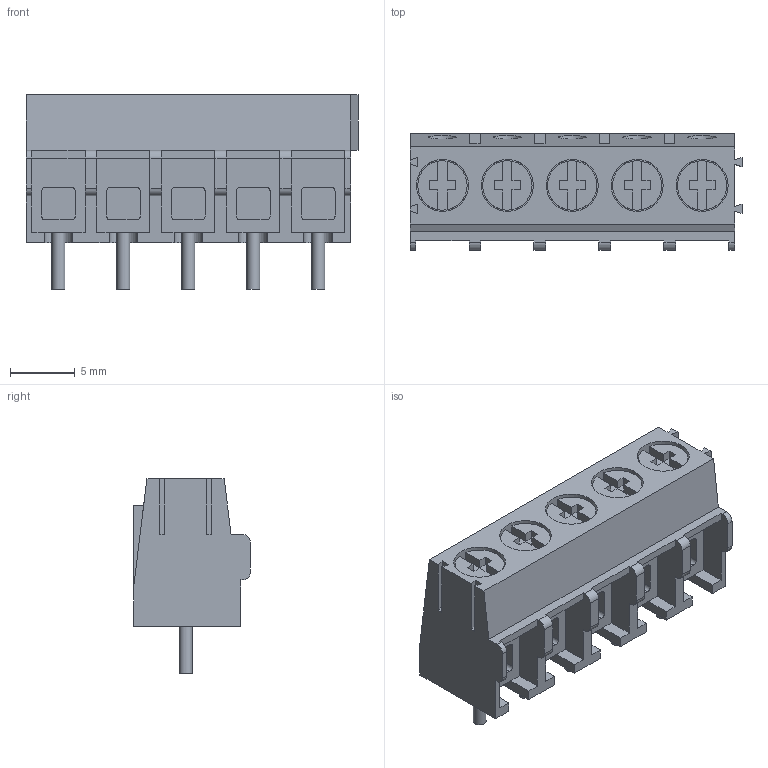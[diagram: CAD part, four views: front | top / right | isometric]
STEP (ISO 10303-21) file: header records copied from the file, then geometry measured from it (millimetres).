
FILE_DESCRIPTION(/* description */ ('model of TerminalBlock_Phoenix_PT-1,5-5-5.0-H_1x05_P5.00mm_Horizontal'),/* implementation_level */ '2;1');
FILE_NAME(/* name */ 'TerminalBlock_Phoenix_PT-1,5-5-5.0-H_1x05_P5.00mm_Horizontal.step',/* time_stamp */ '2020-05-14T18:02:26',/* author */ ('kicad StepUp','ksu'),/* organization */ ('FreeCAD'),/* preprocessor_version */ 'OCC',/* originating_system */ 'kicad StepUp',/* authorisation */ '');
FILE_SCHEMA(('AUTOMOTIVE_DESIGN { 1 0 10303 214 1 1 1 1 }'));
Length unit declared in the file: millimetre
Products named in the file (1): TerminalBlock_Phoenix_PT_15_5_50_H_1x05_P500mm_Horizontal
Bounding box: 25.57 x 9 x 15 mm (x, y, z)
Volume: 1669.4 mm3; surface area: 2347.6 mm2
Topology: 1 solids, 1 shells, 276 faces, 747 edges, 493 vertices
Faces by surface type: plane 214, cylinder 62
Full cylindrical faces by diameter (mm): 1 x5, 2.2 x5, 3.8 x5, 4 x5
Entity records: 20378 total; most frequent: CARTESIAN_POINT 3617, DIRECTION 2718, LINE 1779, VECTOR 1779, ORIENTED_EDGE 1494, PCURVE 1494, DEFINITIONAL_REPRESENTATION 1494, EDGE_CURVE 747
